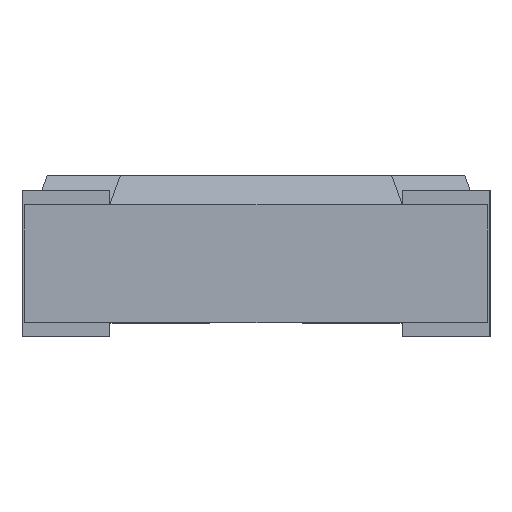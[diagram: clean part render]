
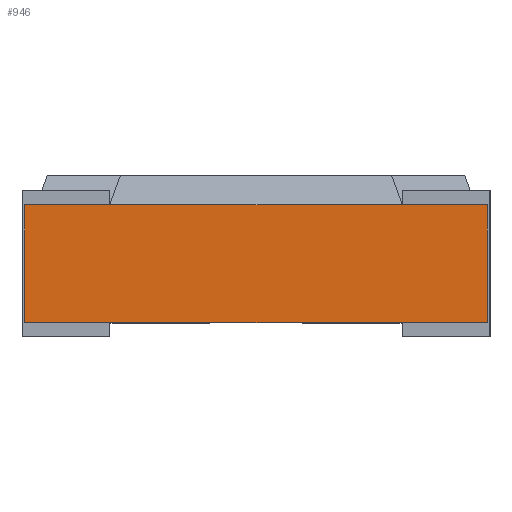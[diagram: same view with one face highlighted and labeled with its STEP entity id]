
A CAD part, left-side view. The second image highlights one B-rep face of the part: STEP entity #946.
In plain terms, the highlighted planar face has unit normal (-1, 0, 0).
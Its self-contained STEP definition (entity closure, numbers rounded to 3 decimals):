
#81 = CARTESIAN_POINT ( 'NONE',  ( -1.6, -0.79, 0.047 ) ) ;
#200 = DIRECTION ( 'NONE',  ( 0., 0., 1. ) ) ;
#201 = VECTOR ( 'NONE', #200, 1000. ) ;
#202 = CARTESIAN_POINT ( 'NONE',  ( -1.6, 0.79, 0.047 ) ) ;
#203 = LINE ( 'NONE', #202, #201 ) ;
#848 = VERTEX_POINT ( 'NONE', #81 ) ;
#861 = ORIENTED_EDGE ( 'NONE', *, *, #862, .F. ) ;
#862 = EDGE_CURVE ( 'NONE', #863, #2377, #203, .T. ) ;
#863 = VERTEX_POINT ( 'NONE', #4627 ) ;
#864 = ORIENTED_EDGE ( 'NONE', *, *, #865, .T. ) ;
#865 = EDGE_CURVE ( 'NONE', #863, #848, #4624, .T. ) ;
#869 = ORIENTED_EDGE ( 'NONE', *, *, #1088, .T. ) ;
#870 = ORIENTED_EDGE ( 'NONE', *, *, #2524, .F. ) ;
#946 = ADVANCED_FACE ( 'NONE', ( #5057 ), #6326, .T. ) ;
#947 = EDGE_LOOP ( 'NONE', ( #869, #870, #861, #864 ) ) ;
#1088 = EDGE_CURVE ( 'NONE', #848, #2538, #5641, .T. ) ;
#2377 = VERTEX_POINT ( 'NONE', #3891 ) ;
#2524 = EDGE_CURVE ( 'NONE', #2377, #2538, #4433, .T. ) ;
#2538 = VERTEX_POINT ( 'NONE', #4451 ) ;
#3891 = CARTESIAN_POINT ( 'NONE',  ( -1.6, 0.79, 0.45 ) ) ;
#4430 = DIRECTION ( 'NONE',  ( 0., -1., 0. ) ) ;
#4431 = VECTOR ( 'NONE', #4430, 1000. ) ;
#4432 = CARTESIAN_POINT ( 'NONE',  ( -1.6, 0.79, 0.45 ) ) ;
#4433 = LINE ( 'NONE', #4432, #4431 ) ;
#4451 = CARTESIAN_POINT ( 'NONE',  ( -1.6, -0.79, 0.45 ) ) ;
#4620 = CARTESIAN_POINT ( 'NONE',  ( -1.6, 0.79, 0.047 ) ) ;
#4624 = LINE ( 'NONE', #4620, #4650 ) ;
#4627 = CARTESIAN_POINT ( 'NONE',  ( -1.6, 0.79, 0.047 ) ) ;
#4629 = DIRECTION ( 'NONE',  ( 0., -1., 0. ) ) ;
#4650 = VECTOR ( 'NONE', #4629, 1000. ) ;
#5057 = FACE_OUTER_BOUND ( 'NONE', #947, .T. ) ;
#5641 = LINE ( 'NONE', #5675, #5674 ) ;
#5673 = DIRECTION ( 'NONE',  ( 0., 0., 1. ) ) ;
#5674 = VECTOR ( 'NONE', #5673, 1000. ) ;
#5675 = CARTESIAN_POINT ( 'NONE',  ( -1.6, -0.79, 0.047 ) ) ;
#6326 = PLANE ( 'NONE',  #6338 ) ;
#6335 = DIRECTION ( 'NONE',  ( 0., 0., 1. ) ) ;
#6336 = DIRECTION ( 'NONE',  ( -1., 0., 0. ) ) ;
#6337 = CARTESIAN_POINT ( 'NONE',  ( -1.6, 0.79, 0.047 ) ) ;
#6338 = AXIS2_PLACEMENT_3D ( 'NONE', #6337, #6336, #6335 ) ;
